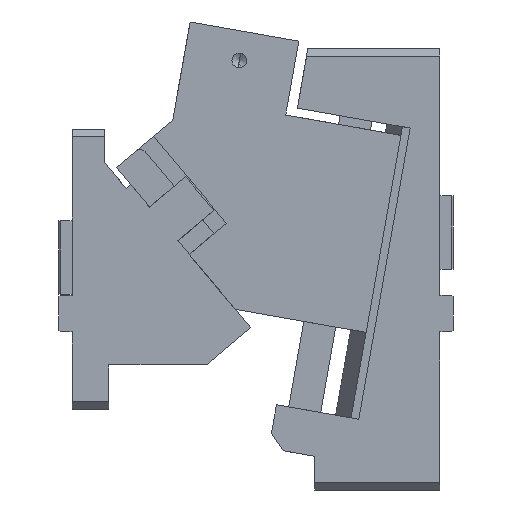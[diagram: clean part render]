
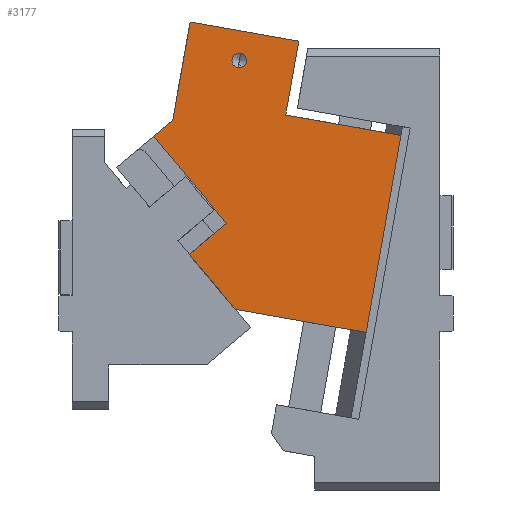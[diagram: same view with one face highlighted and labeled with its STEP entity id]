
A CAD part, left-side view. The second image highlights one B-rep face of the part: STEP entity #3177.
In plain terms, the highlighted planar face has unit normal (-1, 0, 0).
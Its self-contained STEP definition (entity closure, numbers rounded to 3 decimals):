
#2718=CARTESIAN_POINT('Vertex',(-25.,37.507,-151.451)) ;
#2721=CARTESIAN_POINT('Line Origine',(-25.,24.867,-140.845)) ;
#2725=CARTESIAN_POINT('Vertex',(-25.,12.228,-130.239)) ;
#2994=CARTESIAN_POINT('Vertex',(-25.,-82.75,-204.476)) ;
#2997=CARTESIAN_POINT('Line Origine',(-25.,-38.29,-196.636)) ;
#3001=CARTESIAN_POINT('Vertex',(-25.,6.17,-188.797)) ;
#3054=CARTESIAN_POINT('Axis2P3D Location',(-25.,57.934,-55.021)) ;
#3059=CARTESIAN_POINT('Line Origine',(-25.,21.839,-170.124)) ;
#3064=CARTESIAN_POINT('Line Origine',(-25.,-94.558,-137.509)) ;
#3068=CARTESIAN_POINT('Vertex',(-25.,-106.366,-70.542)) ;
#3071=CARTESIAN_POINT('Line Origine',(-25.,-67.22,-63.64)) ;
#3075=CARTESIAN_POINT('Vertex',(-25.,-28.074,-56.737)) ;
#3078=CARTESIAN_POINT('Line Origine',(-25.,-32.502,-31.624)) ;
#3082=CARTESIAN_POINT('Vertex',(-25.,-36.93,-6.512)) ;
#3085=CARTESIAN_POINT('Line Origine',(-25.,0.,0.)) ;
#3089=CARTESIAN_POINT('Vertex',(-25.,36.93,6.512)) ;
#3092=CARTESIAN_POINT('Line Origine',(-25.,42.824,-26.915)) ;
#3096=CARTESIAN_POINT('Vertex',(-25.,48.718,-60.342)) ;
#3099=CARTESIAN_POINT('Line Origine',(-25.,55.22,-65.797)) ;
#3103=CARTESIAN_POINT('Vertex',(-25.,61.722,-71.253)) ;
#3106=CARTESIAN_POINT('Line Origine',(-25.,36.975,-100.746)) ;
#3124=CARTESIAN_POINT('Control Point',(-25.,2.605,-14.772)) ;
#3125=CARTESIAN_POINT('Control Point',(-25.,3.144,-14.677)) ;
#3126=CARTESIAN_POINT('Control Point',(-25.,3.696,-14.656)) ;
#3127=CARTESIAN_POINT('Control Point',(-25.,4.249,-14.711)) ;
#3128=CARTESIAN_POINT('Control Point',(-25.,5.323,-14.97)) ;
#3129=CARTESIAN_POINT('Control Point',(-25.,6.289,-15.509)) ;
#3130=CARTESIAN_POINT('Control Point',(-25.,6.731,-15.844)) ;
#3131=CARTESIAN_POINT('Control Point',(-25.,7.513,-16.625)) ;
#3132=CARTESIAN_POINT('Control Point',(-25.,8.057,-17.588)) ;
#3133=CARTESIAN_POINT('Control Point',(-25.,8.261,-18.104)) ;
#3134=CARTESIAN_POINT('Control Point',(-25.,8.521,-19.179)) ;
#3135=CARTESIAN_POINT('Control Point',(-25.,8.484,-20.283)) ;
#3136=CARTESIAN_POINT('Control Point',(-25.,8.389,-20.83)) ;
#3137=CARTESIAN_POINT('Control Point',(-25.,8.053,-21.883)) ;
#3138=CARTESIAN_POINT('Control Point',(-25.,7.445,-22.807)) ;
#3139=CARTESIAN_POINT('Control Point',(-25.,7.08,-23.224)) ;
#3140=CARTESIAN_POINT('Control Point',(-25.,6.354,-23.852)) ;
#3141=CARTESIAN_POINT('Control Point',(-25.,5.505,-24.291)) ;
#3142=CARTESIAN_POINT('Control Point',(-25.,5.128,-24.44)) ;
#3143=CARTESIAN_POINT('Control Point',(-25.,4.738,-24.55)) ;
#3144=CARTESIAN_POINT('Control Point',(-25.,4.341,-24.62)) ;
#3145=CARTESIAN_POINT('Vertex',(-25.,2.605,-14.772)) ;
#3147=CARTESIAN_POINT('Vertex',(-25.,4.341,-24.62)) ;
#3151=CARTESIAN_POINT('Control Point',(-25.,4.341,-24.62)) ;
#3152=CARTESIAN_POINT('Control Point',(-25.,3.802,-24.715)) ;
#3153=CARTESIAN_POINT('Control Point',(-25.,3.249,-24.737)) ;
#3154=CARTESIAN_POINT('Control Point',(-25.,2.697,-24.682)) ;
#3155=CARTESIAN_POINT('Control Point',(-25.,1.623,-24.422)) ;
#3156=CARTESIAN_POINT('Control Point',(-25.,0.657,-23.883)) ;
#3157=CARTESIAN_POINT('Control Point',(-25.,0.215,-23.548)) ;
#3158=CARTESIAN_POINT('Control Point',(-25.,-0.567,-22.767)) ;
#3159=CARTESIAN_POINT('Control Point',(-25.,-1.111,-21.804)) ;
#3160=CARTESIAN_POINT('Control Point',(-25.,-1.315,-21.288)) ;
#3161=CARTESIAN_POINT('Control Point',(-25.,-1.576,-20.214)) ;
#3162=CARTESIAN_POINT('Control Point',(-25.,-1.538,-19.109)) ;
#3163=CARTESIAN_POINT('Control Point',(-25.,-1.443,-18.562)) ;
#3164=CARTESIAN_POINT('Control Point',(-25.,-1.107,-17.509)) ;
#3165=CARTESIAN_POINT('Control Point',(-25.,-0.499,-16.585)) ;
#3166=CARTESIAN_POINT('Control Point',(-25.,-0.134,-16.168)) ;
#3167=CARTESIAN_POINT('Control Point',(-25.,0.592,-15.54)) ;
#3168=CARTESIAN_POINT('Control Point',(-25.,1.441,-15.101)) ;
#3169=CARTESIAN_POINT('Control Point',(-25.,1.818,-14.952)) ;
#3170=CARTESIAN_POINT('Control Point',(-25.,2.208,-14.842)) ;
#3171=CARTESIAN_POINT('Control Point',(-25.,2.605,-14.772)) ;
#2722=DIRECTION('Vector Direction',(0.,0.766,-0.643)) ;
#2998=DIRECTION('Vector Direction',(0.,0.985,0.174)) ;
#3055=DIRECTION('Axis2P3D Direction',(1.,-0.,0.)) ;
#3056=DIRECTION('Axis2P3D XDirection',(0.,0.174,-0.985)) ;
#3060=DIRECTION('Vector Direction',(0.,-0.643,-0.766)) ;
#3065=DIRECTION('Vector Direction',(0.,0.174,-0.985)) ;
#3072=DIRECTION('Vector Direction',(0.,-0.985,-0.174)) ;
#3079=DIRECTION('Vector Direction',(0.,0.174,-0.985)) ;
#3086=DIRECTION('Vector Direction',(0.,-0.985,-0.174)) ;
#3093=DIRECTION('Vector Direction',(0.,-0.174,0.985)) ;
#3100=DIRECTION('Vector Direction',(0.,-0.766,0.643)) ;
#3107=DIRECTION('Vector Direction',(0.,0.643,0.766)) ;
#3057=AXIS2_PLACEMENT_3D('Plane Axis2P3D',#3054,#3055,#3056) ;
#3112=ORIENTED_EDGE('',*,*,#3063,.T.) ;
#3113=ORIENTED_EDGE('',*,*,#3003,.F.) ;
#3114=ORIENTED_EDGE('',*,*,#3070,.F.) ;
#3115=ORIENTED_EDGE('',*,*,#3077,.F.) ;
#3116=ORIENTED_EDGE('',*,*,#3084,.F.) ;
#3117=ORIENTED_EDGE('',*,*,#3091,.F.) ;
#3118=ORIENTED_EDGE('',*,*,#3098,.F.) ;
#3119=ORIENTED_EDGE('',*,*,#3105,.F.) ;
#3120=ORIENTED_EDGE('',*,*,#3110,.F.) ;
#3121=ORIENTED_EDGE('',*,*,#2727,.T.) ;
#3174=ORIENTED_EDGE('',*,*,#3149,.F.) ;
#3175=ORIENTED_EDGE('',*,*,#3172,.F.) ;
#3176=FACE_BOUND('',#3173,.T.) ;
#2723=VECTOR('Line Direction',#2722,1.) ;
#2999=VECTOR('Line Direction',#2998,1.) ;
#3061=VECTOR('Line Direction',#3060,1.) ;
#3066=VECTOR('Line Direction',#3065,1.) ;
#3073=VECTOR('Line Direction',#3072,1.) ;
#3080=VECTOR('Line Direction',#3079,1.) ;
#3087=VECTOR('Line Direction',#3086,1.) ;
#3094=VECTOR('Line Direction',#3093,1.) ;
#3101=VECTOR('Line Direction',#3100,1.) ;
#3108=VECTOR('Line Direction',#3107,1.) ;
#3177=ADVANCED_FACE('CAM SLIDER',(#3122,#3176),#3058,.F.) ;
#3123=B_SPLINE_CURVE_WITH_KNOTS('',5,(#3124,#3125,#3126,#3127,#3128,#3129,#3130,#3131,#3132,#3133,#3134,#3135,#3136,#3137,#3138,#3139,#3140,#3141,#3142,#3143,#3144),.UNSPECIFIED.,.F.,.U.,(6,3,3,3,3,3,6),(0.,3.884,7.768,11.653,15.537,19.421,22.279),.UNSPECIFIED.) ;
#3150=B_SPLINE_CURVE_WITH_KNOTS('',5,(#3151,#3152,#3153,#3154,#3155,#3156,#3157,#3158,#3159,#3160,#3161,#3162,#3163,#3164,#3165,#3166,#3167,#3168,#3169,#3170,#3171),.UNSPECIFIED.,.F.,.U.,(6,3,3,3,3,3,6),(0.,3.884,7.768,11.653,15.537,19.421,22.279),.UNSPECIFIED.) ;
#2727=EDGE_CURVE('',#2726,#2719,#2724,.T.) ;
#3003=EDGE_CURVE('',#2995,#3002,#3000,.T.) ;
#3063=EDGE_CURVE('',#2719,#3002,#3062,.T.) ;
#3070=EDGE_CURVE('',#3069,#2995,#3067,.T.) ;
#3077=EDGE_CURVE('',#3076,#3069,#3074,.T.) ;
#3084=EDGE_CURVE('',#3083,#3076,#3081,.T.) ;
#3091=EDGE_CURVE('',#3090,#3083,#3088,.T.) ;
#3098=EDGE_CURVE('',#3097,#3090,#3095,.T.) ;
#3105=EDGE_CURVE('',#3104,#3097,#3102,.T.) ;
#3110=EDGE_CURVE('',#2726,#3104,#3109,.T.) ;
#3149=EDGE_CURVE('',#3146,#3148,#3123,.T.) ;
#3172=EDGE_CURVE('',#3148,#3146,#3150,.T.) ;
#3111=EDGE_LOOP('',(#3112,#3113,#3114,#3115,#3116,#3117,#3118,#3119,#3120,#3121)) ;
#3173=EDGE_LOOP('',(#3174,#3175)) ;
#3122=FACE_OUTER_BOUND('',#3111,.T.) ;
#2724=LINE('Line',#2721,#2723) ;
#3000=LINE('Line',#2997,#2999) ;
#3062=LINE('Line',#3059,#3061) ;
#3067=LINE('Line',#3064,#3066) ;
#3074=LINE('Line',#3071,#3073) ;
#3081=LINE('Line',#3078,#3080) ;
#3088=LINE('Line',#3085,#3087) ;
#3095=LINE('Line',#3092,#3094) ;
#3102=LINE('Line',#3099,#3101) ;
#3109=LINE('Line',#3106,#3108) ;
#3058=PLANE('Plane',#3057) ;
#2719=VERTEX_POINT('',#2718) ;
#2726=VERTEX_POINT('',#2725) ;
#2995=VERTEX_POINT('',#2994) ;
#3002=VERTEX_POINT('',#3001) ;
#3069=VERTEX_POINT('',#3068) ;
#3076=VERTEX_POINT('',#3075) ;
#3083=VERTEX_POINT('',#3082) ;
#3090=VERTEX_POINT('',#3089) ;
#3097=VERTEX_POINT('',#3096) ;
#3104=VERTEX_POINT('',#3103) ;
#3146=VERTEX_POINT('',#3145) ;
#3148=VERTEX_POINT('',#3147) ;
